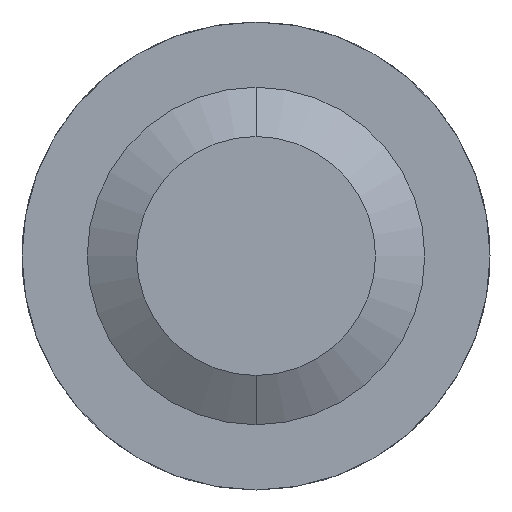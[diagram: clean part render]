
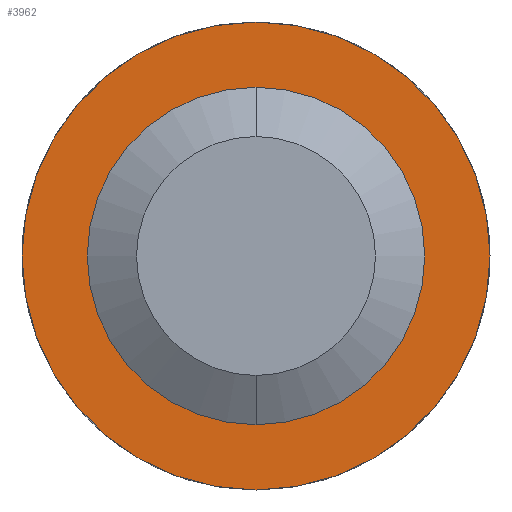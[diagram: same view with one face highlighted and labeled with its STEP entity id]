
A CAD part, front view. The second image highlights one B-rep face of the part: STEP entity #3962.
In plain terms, the highlighted planar face has unit normal (0, -1, 0).
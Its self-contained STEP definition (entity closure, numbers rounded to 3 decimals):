
#75 = VERTEX_POINT ( 'NONE', #1238 ) ;
#401 = CARTESIAN_POINT ( 'NONE',  ( 0., -2.5, -0.95 ) ) ;
#692 = EDGE_CURVE ( 'Defeature ausgef�hrt1_9+Defeature ausgef�hrt1_10+Defeature ausgef�hrt1_10+Defeature ausgef�hrt1_10', #876, #75, #1294, .T. ) ;
#876 = VERTEX_POINT ( 'NONE', #401 ) ;
#1061 = ORIENTED_EDGE ( 'NONE', *, *, #692, .F. ) ;
#1084 = DIRECTION ( 'NONE',  ( 0., 1., 0. ) ) ;
#1162 = FACE_BOUND ( 'NONE', #3270, .T. ) ;
#1238 = CARTESIAN_POINT ( 'NONE',  ( 0., -2.5, 0.95 ) ) ;
#1294 = CIRCLE ( 'NONE', #2393, 0.95 ) ;
#1336 = CIRCLE ( 'NONE', #3148, 0.685 ) ;
#1402 = EDGE_CURVE ( 'Defeature ausgef�hrt1_10+Defeature ausgef�hrt1_11+Defeature ausgef�hrt1_11+Defeature ausgef�hrt1_11', #2151, #1654, #3836, .T. ) ;
#1453 = DIRECTION ( 'NONE',  ( 0., 0., 1. ) ) ;
#1619 = CARTESIAN_POINT ( 'NONE',  ( 0., -2.5, 0. ) ) ;
#1654 = VERTEX_POINT ( 'NONE', #2029 ) ;
#1867 = EDGE_CURVE ( 'Defeature ausgef�hrt1_9+Defeature ausgef�hrt1_10+Defeature ausgef�hrt1_10+Defeature ausgef�hrt1_10', #75, #876, #4290, .T. ) ;
#1934 = CARTESIAN_POINT ( 'NONE',  ( 0., -2.5, -0.685 ) ) ;
#1947 = DIRECTION ( 'NONE',  ( 0., 1., 0. ) ) ;
#2029 = CARTESIAN_POINT ( 'NONE',  ( 0., -2.5, 0.685 ) ) ;
#2110 = CARTESIAN_POINT ( 'NONE',  ( 0., -2.5, 0. ) ) ;
#2151 = VERTEX_POINT ( 'NONE', #1934 ) ;
#2243 = ORIENTED_EDGE ( 'NONE', *, *, #4528, .T. ) ;
#2393 = AXIS2_PLACEMENT_3D ( 'NONE', #2110, #2809, #3843 ) ;
#2476 = AXIS2_PLACEMENT_3D ( 'NONE', #3379, #1947, #3319 ) ;
#2480 = ORIENTED_EDGE ( 'NONE', *, *, #1867, .F. ) ;
#2483 = CARTESIAN_POINT ( 'NONE',  ( 0., -2.5, 0. ) ) ;
#2532 = AXIS2_PLACEMENT_3D ( 'NONE', #2860, #3236, #3943 ) ;
#2809 = DIRECTION ( 'NONE',  ( 0., 1., 0. ) ) ;
#2860 = CARTESIAN_POINT ( 'NONE',  ( 0., -2.5, 0. ) ) ;
#3023 = PLANE ( 'NONE',  #2476 ) ;
#3025 = FACE_OUTER_BOUND ( 'NONE', #4504, .T. ) ;
#3029 = DIRECTION ( 'NONE',  ( 0., 0., 1. ) ) ;
#3148 = AXIS2_PLACEMENT_3D ( 'NONE', #1619, #4333, #3029 ) ;
#3236 = DIRECTION ( 'NONE',  ( 0., 1., 0. ) ) ;
#3270 = EDGE_LOOP ( 'NONE', ( #2243, #4107 ) ) ;
#3319 = DIRECTION ( 'NONE',  ( 0., 0., 1. ) ) ;
#3379 = CARTESIAN_POINT ( 'NONE',  ( 0.95, -2.5, 0. ) ) ;
#3836 = CIRCLE ( 'NONE', #2532, 0.685 ) ;
#3843 = DIRECTION ( 'NONE',  ( 0., 0., 1. ) ) ;
#3937 = AXIS2_PLACEMENT_3D ( 'NONE', #2483, #1084, #1453 ) ;
#3943 = DIRECTION ( 'NONE',  ( 0., 0., 1. ) ) ;
#3962 = ADVANCED_FACE ( 'Defeature ausgef�hrt1_10', ( #3025, #1162 ), #3023, .F. ) ;
#4107 = ORIENTED_EDGE ( 'NONE', *, *, #1402, .T. ) ;
#4290 = CIRCLE ( 'NONE', #3937, 0.95 ) ;
#4333 = DIRECTION ( 'NONE',  ( 0., 1., 0. ) ) ;
#4504 = EDGE_LOOP ( 'NONE', ( #2480, #1061 ) ) ;
#4528 = EDGE_CURVE ( 'Defeature ausgef�hrt1_10+Defeature ausgef�hrt1_11+Defeature ausgef�hrt1_11+Defeature ausgef�hrt1_11', #1654, #2151, #1336, .T. ) ;
